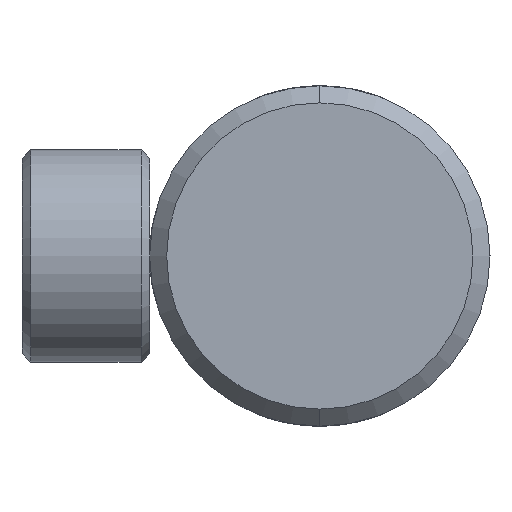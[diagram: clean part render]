
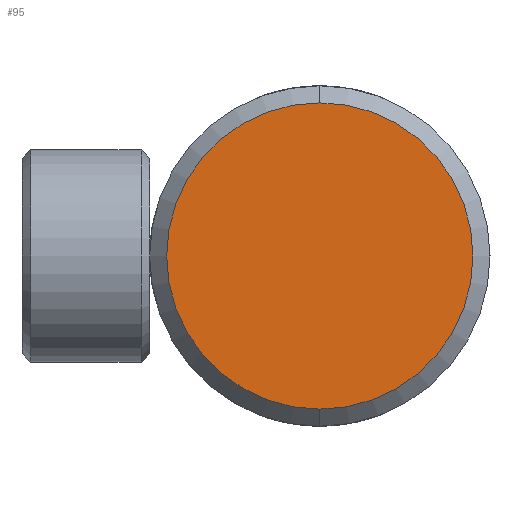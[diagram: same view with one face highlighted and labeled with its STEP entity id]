
A CAD part, left-side view. The second image highlights one B-rep face of the part: STEP entity #95.
In plain terms, the highlighted planar face has unit normal (-1, 0, 0).
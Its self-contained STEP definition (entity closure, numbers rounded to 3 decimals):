
#22 = DIRECTION ( 'NONE',  ( -1., 0., 0. ) ) ;
#95 = ADVANCED_FACE ( 'NONE', ( #2772 ), #1458, .F. ) ;
#97 = DIRECTION ( 'NONE',  ( 1., 0., 0. ) ) ;
#229 = EDGE_LOOP ( 'NONE', ( #2646, #324 ) ) ;
#236 = AXIS2_PLACEMENT_3D ( 'NONE', #1486, #1498, #1510 ) ;
#324 = ORIENTED_EDGE ( 'NONE', *, *, #1673, .T. ) ;
#412 = VERTEX_POINT ( 'NONE', #1783 ) ;
#1115 = CARTESIAN_POINT ( 'NONE',  ( -32., 0., -18. ) ) ;
#1167 = CARTESIAN_POINT ( 'NONE',  ( -32., 0., 0. ) ) ;
#1428 = VERTEX_POINT ( 'NONE', #1115 ) ;
#1458 = PLANE ( 'NONE',  #2268 ) ;
#1486 = CARTESIAN_POINT ( 'NONE',  ( -32., 0., 0. ) ) ;
#1498 = DIRECTION ( 'NONE',  ( -1., 0., 0. ) ) ;
#1510 = DIRECTION ( 'NONE',  ( 0., 0., -1. ) ) ;
#1511 = CIRCLE ( 'NONE', #236, 18. ) ;
#1522 = EDGE_CURVE ( 'NONE', #1428, #412, #2337, .T. ) ;
#1673 = EDGE_CURVE ( 'NONE', #412, #1428, #1511, .T. ) ;
#1694 = DIRECTION ( 'NONE',  ( 0., 0., -1. ) ) ;
#1783 = CARTESIAN_POINT ( 'NONE',  ( -32., 0., 18. ) ) ;
#1976 = AXIS2_PLACEMENT_3D ( 'NONE', #1167, #22, #2248 ) ;
#2084 = CARTESIAN_POINT ( 'NONE',  ( -32., 20., 0. ) ) ;
#2248 = DIRECTION ( 'NONE',  ( 0., 0., -1. ) ) ;
#2268 = AXIS2_PLACEMENT_3D ( 'NONE', #2084, #97, #1694 ) ;
#2337 = CIRCLE ( 'NONE', #1976, 18. ) ;
#2646 = ORIENTED_EDGE ( 'NONE', *, *, #1522, .T. ) ;
#2772 = FACE_OUTER_BOUND ( 'NONE', #229, .T. ) ;
